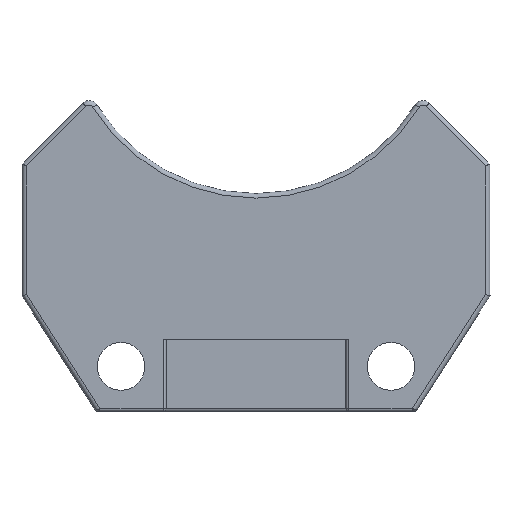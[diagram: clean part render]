
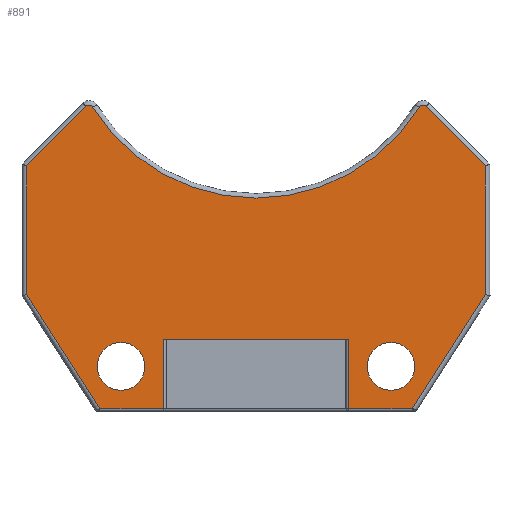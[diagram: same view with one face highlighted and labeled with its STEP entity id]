
A CAD part, front view. The second image highlights one B-rep face of the part: STEP entity #891.
In plain terms, the highlighted planar face has unit normal (0, -1, 0).
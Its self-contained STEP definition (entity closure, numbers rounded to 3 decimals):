
#82=DIRECTION('',(-0.541,0.,0.841));
#83=VECTOR('',#82,15.066);
#84=CARTESIAN_POINT('',(-17.35,0.,-18.7));
#85=LINE('',#84,#83);
#86=DIRECTION('',(0.707,0.,0.707));
#87=VECTOR('',#86,9.344);
#88=CARTESIAN_POINT('',(-25.5,0.,8.278));
#89=LINE('',#88,#87);
#90=CARTESIAN_POINT('',(-18.54,0.,14.532));
#91=DIRECTION('',(0.,1.,0.));
#92=DIRECTION('',(-0.707,0.,0.707));
#93=AXIS2_PLACEMENT_3D('',#90,#91,#92);
#95=CARTESIAN_POINT('',(0.,0.,26.));
#96=DIRECTION('',(0.,-1.,0.));
#97=DIRECTION('',(-0.85,0.,-0.526));
#98=AXIS2_PLACEMENT_3D('',#95,#96,#97);
#100=CARTESIAN_POINT('',(18.54,0.,14.532));
#101=DIRECTION('',(0.,1.,0.));
#102=DIRECTION('',(-0.851,0.,0.526));
#103=AXIS2_PLACEMENT_3D('',#100,#101,#102);
#105=DIRECTION('',(0.707,0.,-0.707));
#106=VECTOR('',#105,9.344);
#107=CARTESIAN_POINT('',(18.893,0.,14.885));
#108=LINE('',#107,#106);
#109=DIRECTION('',(-0.541,0.,-0.841));
#110=VECTOR('',#109,15.066);
#111=CARTESIAN_POINT('',(25.5,0.,-6.029));
#112=LINE('',#111,#110);
#113=CARTESIAN_POINT('',(15.,0.,-14.));
#114=DIRECTION('',(0.,-1.,0.));
#115=DIRECTION('',(1.,0.,0.));
#116=AXIS2_PLACEMENT_3D('',#113,#114,#115);
#118=CARTESIAN_POINT('',(15.,0.,-14.));
#119=DIRECTION('',(0.,-1.,0.));
#120=DIRECTION('',(-1.,0.,0.));
#121=AXIS2_PLACEMENT_3D('',#118,#119,#120);
#123=CARTESIAN_POINT('',(-15.,0.,-14.));
#124=DIRECTION('',(0.,-1.,0.));
#125=DIRECTION('',(1.,0.,0.));
#126=AXIS2_PLACEMENT_3D('',#123,#124,#125);
#128=CARTESIAN_POINT('',(-15.,0.,-14.));
#129=DIRECTION('',(0.,-1.,0.));
#130=DIRECTION('',(-1.,0.,0.));
#131=AXIS2_PLACEMENT_3D('',#128,#129,#130);
#137=DIRECTION('',(0.,0.,1.));
#138=VECTOR('',#137,7.7);
#139=CARTESIAN_POINT('',(-10.3,0.,-18.7));
#140=LINE('',#139,#138);
#141=DIRECTION('',(-1.,0.,0.));
#142=VECTOR('',#141,20.6);
#143=CARTESIAN_POINT('',(10.3,0.,-11.));
#144=LINE('',#143,#142);
#159=DIRECTION('',(0.,0.,-1.));
#160=VECTOR('',#159,7.7);
#161=CARTESIAN_POINT('',(10.3,0.,-11.));
#162=LINE('',#161,#160);
#182=DIRECTION('',(1.,0.,0.));
#183=VECTOR('',#182,7.05);
#184=CARTESIAN_POINT('',(10.3,0.,-18.7));
#185=LINE('',#184,#183);
#221=DIRECTION('',(0.,0.,1.));
#222=VECTOR('',#221,14.307);
#223=CARTESIAN_POINT('',(25.5,0.,-6.029));
#224=LINE('',#223,#222);
#435=DIRECTION('',(0.,0.,-1.));
#436=VECTOR('',#435,14.307);
#437=CARTESIAN_POINT('',(-25.5,0.,8.278));
#438=LINE('',#437,#436);
#475=DIRECTION('',(1.,0.,0.));
#476=VECTOR('',#475,7.05);
#477=CARTESIAN_POINT('',(-17.35,0.,
-18.7));
#478=LINE('',#477,#476);
#708=CARTESIAN_POINT('',(-10.3,0.,-18.7));
#709=CARTESIAN_POINT('',(-10.3,0.,-11.));
#710=VERTEX_POINT('',#708);
#711=VERTEX_POINT('',#709);
#712=CARTESIAN_POINT('',(10.3,0.,-11.));
#713=VERTEX_POINT('',#712);
#714=CARTESIAN_POINT('',(10.3,0.,-18.7));
#715=VERTEX_POINT('',#714);
#716=CARTESIAN_POINT('',(17.35,0.,-18.7));
#717=VERTEX_POINT('',#716);
#718=CARTESIAN_POINT('',(25.5,0.,-6.029));
#719=VERTEX_POINT('',#718);
#720=CARTESIAN_POINT('',(25.5,0.,8.278));
#721=VERTEX_POINT('',#720);
#722=CARTESIAN_POINT('',(18.893,0.,14.885));
#723=VERTEX_POINT('',#722);
#724=CARTESIAN_POINT('',(18.114,0.,14.795));
#725=VERTEX_POINT('',#724);
#726=CARTESIAN_POINT('',(-18.114,0.,
14.795));
#727=VERTEX_POINT('',#726);
#728=CARTESIAN_POINT('',(-18.893,0.,
14.885));
#729=VERTEX_POINT('',#728);
#730=CARTESIAN_POINT('',(-25.5,0.,8.278));
#731=VERTEX_POINT('',#730);
#732=CARTESIAN_POINT('',(-25.5,0.,-6.029));
#733=VERTEX_POINT('',#732);
#734=CARTESIAN_POINT('',(-17.35,0.,
-18.7));
#735=VERTEX_POINT('',#734);
#829=CARTESIAN_POINT('',(12.35,0.,-14.));
#831=VERTEX_POINT('',#829);
#832=CARTESIAN_POINT('',(17.65,0.,-14.));
#834=VERTEX_POINT('',#832);
#837=CARTESIAN_POINT('',(-17.65,0.,-14.));
#839=VERTEX_POINT('',#837);
#840=CARTESIAN_POINT('',(-12.35,0.,-14.));
#842=VERTEX_POINT('',#840);
#844=CARTESIAN_POINT('',(0.,0.,-1.834));
#845=DIRECTION('',(0.,1.,0.));
#846=DIRECTION('',(1.,0.,0.));
#847=AXIS2_PLACEMENT_3D('',#844,#845,#846);
#848=PLANE('',#847);
#850=ORIENTED_EDGE('',*,*,#849,.F.);
#852=ORIENTED_EDGE('',*,*,#851,.F.);
#854=ORIENTED_EDGE('',*,*,#853,.T.);
#856=ORIENTED_EDGE('',*,*,#855,.F.);
#858=ORIENTED_EDGE('',*,*,#857,.T.);
#860=ORIENTED_EDGE('',*,*,#859,.T.);
#862=ORIENTED_EDGE('',*,*,#861,.T.);
#864=ORIENTED_EDGE('',*,*,#863,.T.);
#866=ORIENTED_EDGE('',*,*,#865,.T.);
#868=ORIENTED_EDGE('',*,*,#867,.F.);
#870=ORIENTED_EDGE('',*,*,#869,.T.);
#872=ORIENTED_EDGE('',*,*,#871,.F.);
#874=ORIENTED_EDGE('',*,*,#873,.F.);
#876=ORIENTED_EDGE('',*,*,#875,.T.);
#877=EDGE_LOOP('',(#850,#852,#854,#856,#858,#860,#862,#864,#866,#868,#870,#872,
#874,#876));
#878=FACE_OUTER_BOUND('',#877,.F.);
#880=ORIENTED_EDGE('',*,*,#879,.T.);
#882=ORIENTED_EDGE('',*,*,#881,.T.);
#883=EDGE_LOOP('',(#880,#882));
#884=FACE_BOUND('',#883,.F.);
#886=ORIENTED_EDGE('',*,*,#885,.T.);
#888=ORIENTED_EDGE('',*,*,#887,.T.);
#889=EDGE_LOOP('',(#886,#888));
#890=FACE_BOUND('',#889,.F.);
#891=ADVANCED_FACE('',(#878,#884,#890),#848,.F.);
#94=CIRCLE('',#93,0.5);
#99=CIRCLE('',#98,21.3);
#104=CIRCLE('',#103,0.5);
#117=CIRCLE('',#116,2.65);
#122=CIRCLE('',#121,2.65);
#127=CIRCLE('',#126,2.65);
#132=CIRCLE('',#131,2.65);
#849=EDGE_CURVE('',#710,#711,#140,.T.);
#851=EDGE_CURVE('',#735,#710,#478,.T.);
#853=EDGE_CURVE('',#735,#733,#85,.T.);
#855=EDGE_CURVE('',#731,#733,#438,.T.);
#857=EDGE_CURVE('',#731,#729,#89,.T.);
#859=EDGE_CURVE('',#729,#727,#94,.T.);
#861=EDGE_CURVE('',#727,#725,#99,.T.);
#863=EDGE_CURVE('',#725,#723,#104,.T.);
#865=EDGE_CURVE('',#723,#721,#108,.T.);
#867=EDGE_CURVE('',#719,#721,#224,.T.);
#869=EDGE_CURVE('',#719,#717,#112,.T.);
#871=EDGE_CURVE('',#715,#717,#185,.T.);
#873=EDGE_CURVE('',#713,#715,#162,.T.);
#875=EDGE_CURVE('',#713,#711,#144,.T.);
#879=EDGE_CURVE('',#834,#831,#117,.T.);
#881=EDGE_CURVE('',#831,#834,#122,.T.);
#885=EDGE_CURVE('',#842,#839,#127,.T.);
#887=EDGE_CURVE('',#839,#842,#132,.T.);
